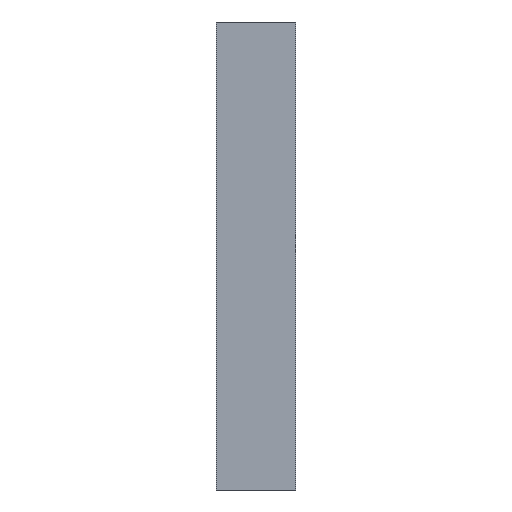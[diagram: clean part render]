
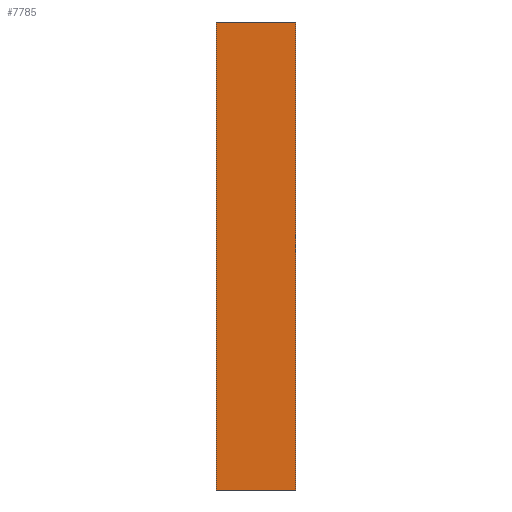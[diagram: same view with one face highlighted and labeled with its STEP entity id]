
A CAD part, left-side view. The second image highlights one B-rep face of the part: STEP entity #7785.
In plain terms, the highlighted planar face has unit normal (-1, 0, 0).
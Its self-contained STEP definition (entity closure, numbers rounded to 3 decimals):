
#905=CARTESIAN_POINT('',(4.276,-215.639,475.15));
#906=VERTEX_POINT('',#905);
#914=CARTESIAN_POINT('',(4.276,-215.639,564.95));
#915=VERTEX_POINT('',#914);
#916=CARTESIAN_POINT('',(4.276,-215.639,475.15));
#917=CARTESIAN_POINT('',(4.276,-215.639,505.083));
#918=CARTESIAN_POINT('',(4.276,-215.639,535.016));
#919=CARTESIAN_POINT('',(4.276,-215.639,564.95));
#920=B_SPLINE_CURVE_WITH_KNOTS('',3,(#916,#917,#918,#919),.UNSPECIFIED.,.F.,.F.,(4,4),(0.194,0.284),.UNSPECIFIED.);
#921=EDGE_CURVE('',#906,#915,#920,.T.);
#5452=CARTESIAN_POINT('',(4.276,-230.801,475.15));
#5453=VERTEX_POINT('',#5452);
#5454=CARTESIAN_POINT('',(4.276,-230.801,564.95));
#5455=VERTEX_POINT('',#5454);
#5456=CARTESIAN_POINT('',(4.276,-230.801,475.15));
#5457=DIRECTION('',(0.,-0.,1.));
#5458=VECTOR('',#5457,89.8);
#5459=LINE('',#5456,#5458);
#5460=EDGE_CURVE('',#5453,#5455,#5459,.T.);
#7758=CARTESIAN_POINT('',(4.276,-230.801,475.15));
#7759=DIRECTION('',(0.,1.,0.));
#7760=VECTOR('',#7759,15.162);
#7761=LINE('',#7758,#7760);
#7762=EDGE_CURVE('',#5453,#906,#7761,.T.);
#7769=CARTESIAN_POINT('',(4.276,-230.801,475.05));
#7770=DIRECTION('',(-1.,0.,0.));
#7771=DIRECTION('',(-0.,-1.,0.));
#7772=AXIS2_PLACEMENT_3D('',#7769,#7770,#7771);
#7773=PLANE('',#7772);
#7774=ORIENTED_EDGE('',*,*,#921,.F.);
#7775=ORIENTED_EDGE('',*,*,#7762,.F.);
#7776=ORIENTED_EDGE('',*,*,#5460,.T.);
#7777=CARTESIAN_POINT('',(4.276,-230.801,564.95));
#7778=DIRECTION('',(0.,1.,0.));
#7779=VECTOR('',#7778,15.162);
#7780=LINE('',#7777,#7779);
#7781=EDGE_CURVE('',#5455,#915,#7780,.T.);
#7782=ORIENTED_EDGE('',*,*,#7781,.T.);
#7783=EDGE_LOOP('',(#7774,#7775,#7776,#7782));
#7784=FACE_BOUND('',#7783,.T.);
#7785=ADVANCED_FACE('',(#7784),#7773,.T.);
